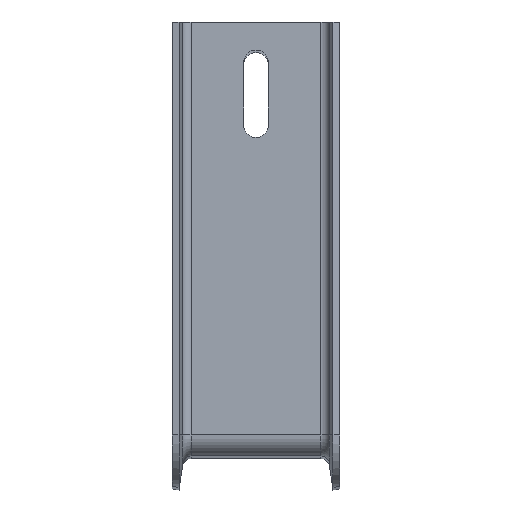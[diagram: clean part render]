
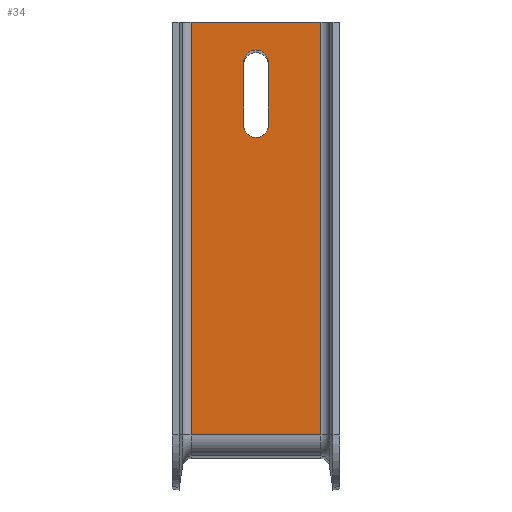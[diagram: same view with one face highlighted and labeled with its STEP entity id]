
A CAD part, top view. The second image highlights one B-rep face of the part: STEP entity #34.
In plain terms, the highlighted planar face has unit normal (0, 0, 1).
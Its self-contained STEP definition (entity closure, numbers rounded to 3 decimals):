
#5 = EDGE_CURVE ( 'NONE', #1716, #1725, #1615, .T. ) ;
#7 = EDGE_CURVE ( 'NONE', #1718, #1720, #1607, .T. ) ;
#8 = EDGE_CURVE ( 'NONE', #1726, #1718, #1609, .T. ) ;
#9 = EDGE_CURVE ( 'NONE', #1727, #1726, #1606, .T. ) ;
#10 = EDGE_CURVE ( 'NONE', #1720, #1727, #1604, .T. ) ;
#11 = EDGE_CURVE ( 'NONE', #1722, #1716, #1603, .T. ) ;
#12 = EDGE_CURVE ( 'NONE', #1722, #1731, #1601, .T. ) ;
#13 = EDGE_CURVE ( 'NONE', #1731, #1725, #1600, .T. ) ;
#16 = AXIS2_PLACEMENT_3D ( 'NONE', #1075, #1072, #1182 ) ;
#17 = AXIS2_PLACEMENT_3D ( 'NONE', #1101, #1109, #1093 ) ;
#34 = ADVANCED_FACE ( 'NONE', ( #1575, #1571 ), #1131, .F. ) ;
#97 = AXIS2_PLACEMENT_3D ( 'NONE', #1137, #1129, #1128 ) ;
#245 = CARTESIAN_POINT ( 'NONE',  ( 18.5, 124., 212.5 ) ) ;
#252 = CARTESIAN_POINT ( 'NONE',  ( 3.5, 94.5, 212.5 ) ) ;
#253 = CARTESIAN_POINT ( 'NONE',  ( 3.5, 112.5, 212.5 ) ) ;
#254 = CARTESIAN_POINT ( 'NONE',  ( -18.5, 124., 212.5 ) ) ;
#257 = CARTESIAN_POINT ( 'NONE',  ( 18.5, 6., 212.5 ) ) ;
#260 = CARTESIAN_POINT ( 'NONE',  ( -3.5, 94.5, 212.5 ) ) ;
#262 = CARTESIAN_POINT ( 'NONE',  ( -3.5, 112.5, 212.5 ) ) ;
#266 = CARTESIAN_POINT ( 'NONE',  ( -18.5, 6., 212.5 ) ) ;
#1063 = DIRECTION ( 'NONE',  ( -1., 0., 0. ) ) ;
#1071 = DIRECTION ( 'NONE',  ( 0., 1., 0. ) ) ;
#1072 = DIRECTION ( 'NONE',  ( 0., 0., 1. ) ) ;
#1075 = CARTESIAN_POINT ( 'NONE',  ( 0., 94.5, 212.5 ) ) ;
#1080 = CARTESIAN_POINT ( 'NONE',  ( -18.5, 6., 212.5 ) ) ;
#1084 = CARTESIAN_POINT ( 'NONE',  ( 18.5, 6., 212.5 ) ) ;
#1087 = CARTESIAN_POINT ( 'NONE',  ( -18.5, 124., 212.5 ) ) ;
#1090 = DIRECTION ( 'NONE',  ( -1., 0., 0. ) ) ;
#1093 = DIRECTION ( 'NONE',  ( 1., 0., 0. ) ) ;
#1101 = CARTESIAN_POINT ( 'NONE',  ( 0., 112.5, 212.5 ) ) ;
#1102 = CARTESIAN_POINT ( 'NONE',  ( 3.5, 112.5, 212.5 ) ) ;
#1109 = DIRECTION ( 'NONE',  ( 0., 0., 1. ) ) ;
#1124 = DIRECTION ( 'NONE',  ( 0., 1., 0. ) ) ;
#1128 = DIRECTION ( 'NONE',  ( 0., 1., 0. ) ) ;
#1129 = DIRECTION ( 'NONE',  ( 0., 0., -1. ) ) ;
#1131 = PLANE ( 'NONE',  #97 ) ;
#1132 = CARTESIAN_POINT ( 'NONE',  ( -3.5, 112.5, 212.5 ) ) ;
#1137 = CARTESIAN_POINT ( 'NONE',  ( -18.5, 6., 212.5 ) ) ;
#1139 = CARTESIAN_POINT ( 'NONE',  ( -18.5, 6., 212.5 ) ) ;
#1140 = DIRECTION ( 'NONE',  ( 0., -1., 0. ) ) ;
#1155 = DIRECTION ( 'NONE',  ( 0., 1., 0. ) ) ;
#1182 = DIRECTION ( 'NONE',  ( 1., 0., 0. ) ) ;
#1571 = FACE_OUTER_BOUND ( 'NONE', #1640, .T. ) ;
#1575 = FACE_BOUND ( 'NONE', #1635, .T. ) ;
#1595 = VECTOR ( 'NONE', #1063, 1000. ) ;
#1597 = VECTOR ( 'NONE', #1071, 1000. ) ;
#1599 = VECTOR ( 'NONE', #1090, 1000. ) ;
#1600 = LINE ( 'NONE', #1087, #1595 ) ;
#1601 = LINE ( 'NONE', #1084, #1597 ) ;
#1602 = VECTOR ( 'NONE', #1124, 1000. ) ;
#1603 = LINE ( 'NONE', #1080, #1599 ) ;
#1604 = CIRCLE ( 'NONE', #16, 3.5 ) ;
#1605 = VECTOR ( 'NONE', #1140, 1000. ) ;
#1606 = LINE ( 'NONE', #1102, #1602 ) ;
#1607 = LINE ( 'NONE', #1132, #1605 ) ;
#1608 = VECTOR ( 'NONE', #1155, 1000. ) ;
#1609 = CIRCLE ( 'NONE', #17, 3.5 ) ;
#1615 = LINE ( 'NONE', #1139, #1608 ) ;
#1635 = EDGE_LOOP ( 'NONE', ( #1816, #1817, #1818, #1819 ) ) ;
#1640 = EDGE_LOOP ( 'NONE', ( #1820, #1821, #1822, #1823 ) ) ;
#1716 = VERTEX_POINT ( 'NONE', #266 ) ;
#1718 = VERTEX_POINT ( 'NONE', #262 ) ;
#1720 = VERTEX_POINT ( 'NONE', #260 ) ;
#1722 = VERTEX_POINT ( 'NONE', #257 ) ;
#1725 = VERTEX_POINT ( 'NONE', #254 ) ;
#1726 = VERTEX_POINT ( 'NONE', #253 ) ;
#1727 = VERTEX_POINT ( 'NONE', #252 ) ;
#1731 = VERTEX_POINT ( 'NONE', #245 ) ;
#1816 = ORIENTED_EDGE ( 'NONE', *, *, #7, .F. ) ;
#1817 = ORIENTED_EDGE ( 'NONE', *, *, #8, .F. ) ;
#1818 = ORIENTED_EDGE ( 'NONE', *, *, #9, .F. ) ;
#1819 = ORIENTED_EDGE ( 'NONE', *, *, #10, .F. ) ;
#1820 = ORIENTED_EDGE ( 'NONE', *, *, #11, .F. ) ;
#1821 = ORIENTED_EDGE ( 'NONE', *, *, #12, .T. ) ;
#1822 = ORIENTED_EDGE ( 'NONE', *, *, #13, .T. ) ;
#1823 = ORIENTED_EDGE ( 'NONE', *, *, #5, .F. ) ;
